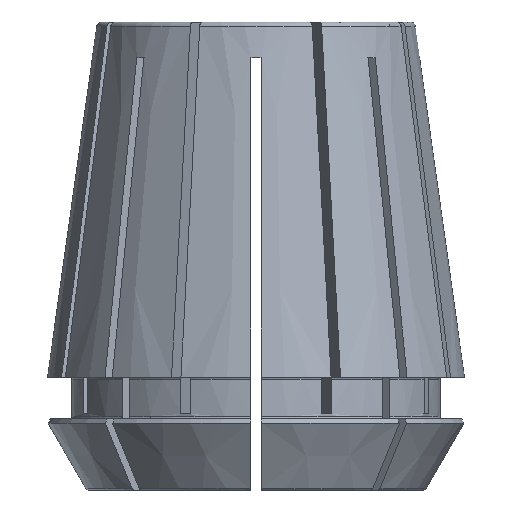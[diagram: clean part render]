
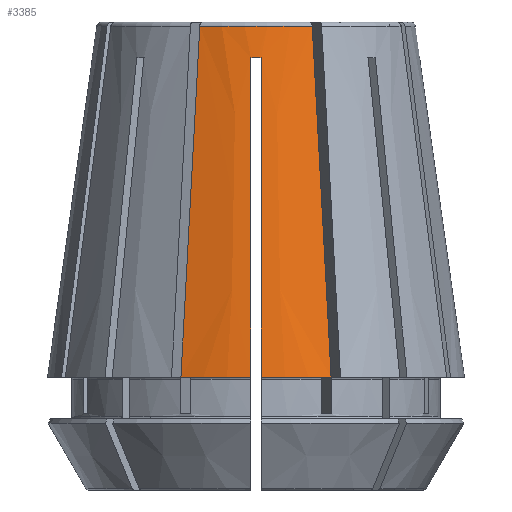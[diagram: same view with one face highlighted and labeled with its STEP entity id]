
A CAD part, front view. The second image highlights one B-rep face of the part: STEP entity #3385.
In plain terms, the highlighted conical face has half-angle 8 degrees and reference radius 20.5 mm.
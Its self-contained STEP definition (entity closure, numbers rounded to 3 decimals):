
#56=(
BOUNDED_CURVE()
B_SPLINE_CURVE(2,(#5584,#5585,#5586),.UNSPECIFIED.,.F.,.U.)
B_SPLINE_CURVE_WITH_KNOTS((3,3),(0.058,31.766),
 .UNSPECIFIED.)
CURVE()
GEOMETRIC_REPRESENTATION_ITEM()
RATIONAL_B_SPLINE_CURVE((1.,1.007,1.))
REPRESENTATION_ITEM('')
);
#86=(
BOUNDED_CURVE()
B_SPLINE_CURVE(2,(#7423,#7424,#7425),.UNSPECIFIED.,.F.,.U.)
B_SPLINE_CURVE_WITH_KNOTS((3,3),(0.058,34.866),
 .UNSPECIFIED.)
CURVE()
GEOMETRIC_REPRESENTATION_ITEM()
RATIONAL_B_SPLINE_CURVE((1.,1.009,1.))
REPRESENTATION_ITEM('')
);
#87=(
BOUNDED_CURVE()
B_SPLINE_CURVE(2,(#7426,#7427,#7428),.UNSPECIFIED.,.F.,.U.)
B_SPLINE_CURVE_WITH_KNOTS((3,3),(0.058,34.866),
 .UNSPECIFIED.)
CURVE()
GEOMETRIC_REPRESENTATION_ITEM()
RATIONAL_B_SPLINE_CURVE((1.,1.009,1.))
REPRESENTATION_ITEM('')
);
#88=(
BOUNDED_CURVE()
B_SPLINE_CURVE(2,(#7429,#7430,#7431),.UNSPECIFIED.,.F.,.U.)
B_SPLINE_CURVE_WITH_KNOTS((3,3),(0.046,31.754),
 .UNSPECIFIED.)
CURVE()
GEOMETRIC_REPRESENTATION_ITEM()
RATIONAL_B_SPLINE_CURVE((1.,1.007,1.))
REPRESENTATION_ITEM('')
);
#112=CONICAL_SURFACE('',#3751,20.5,0.14);
#836=VERTEX_POINT('',#5501);
#847=VERTEX_POINT('',#5583);
#848=VERTEX_POINT('',#5589);
#1015=VERTEX_POINT('',#6685);
#1018=VERTEX_POINT('',#6721);
#1019=VERTEX_POINT('',#6723);
#1062=VERTEX_POINT('',#7399);
#1063=VERTEX_POINT('',#7420);
#1107=CIRCLE('',#3483,16.087);
#1205=CIRCLE('',#3658,20.5);
#1207=CIRCLE('',#3662,20.5);
#1249=CIRCLE('',#3750,15.656);
#1407=EDGE_CURVE('',#847,#836,#56,.T.);
#1408=EDGE_CURVE('',#848,#847,#1107,.F.);
#1653=EDGE_CURVE('',#1015,#836,#1205,.F.);
#1659=EDGE_CURVE('',#1019,#1018,#1207,.F.);
#1777=EDGE_CURVE('',#1063,#1062,#1249,.F.);
#1778=EDGE_CURVE('',#1062,#1018,#86,.T.);
#1779=EDGE_CURVE('',#1063,#1015,#87,.T.);
#1780=EDGE_CURVE('',#848,#1019,#88,.F.);
#2644=ORIENTED_EDGE('',*,*,#1778,.F.);
#2645=ORIENTED_EDGE('',*,*,#1777,.F.);
#2646=ORIENTED_EDGE('',*,*,#1779,.T.);
#2647=ORIENTED_EDGE('',*,*,#1653,.T.);
#2648=ORIENTED_EDGE('',*,*,#1407,.F.);
#2649=ORIENTED_EDGE('',*,*,#1408,.F.);
#2650=ORIENTED_EDGE('',*,*,#1780,.T.);
#2651=ORIENTED_EDGE('',*,*,#1659,.T.);
#3025=EDGE_LOOP('',(#2644,#2645,#2646,#2647,#2648,#2649,#2650,#2651));
#3205=FACE_BOUND('',#3025,.T.);
#3385=ADVANCED_FACE('',(#3205),#112,.T.);
#3483=AXIS2_PLACEMENT_3D('',#5588,#3954,#3955);
#3658=AXIS2_PLACEMENT_3D('',#6684,#4338,#4339);
#3662=AXIS2_PLACEMENT_3D('',#6722,#4346,#4347);
#3750=AXIS2_PLACEMENT_3D('',#7421,#4521,#4522);
#3751=AXIS2_PLACEMENT_3D('',#7422,#4523,#4524);
#3954=DIRECTION('',(0.,0.,1.));
#3955=DIRECTION('',(-16.087,0.,0.));
#4338=DIRECTION('',(0.,0.,-1.));
#4339=DIRECTION('',(-20.5,0.,0.));
#4346=DIRECTION('',(0.,0.,-1.));
#4347=DIRECTION('',(-20.5,0.,0.));
#4521=DIRECTION('',(0.,0.,-1.));
#4522=DIRECTION('',(-15.656,0.,0.));
#4523=DIRECTION('',(0.,0.,-1.));
#4524=DIRECTION('',(-20.5,0.,0.));
#5501=CARTESIAN_POINT('',(-0.5,-20.494,11.3));
#5583=CARTESIAN_POINT('',(-0.5,-16.079,42.7));
#5584=CARTESIAN_POINT('',(-0.5,-16.079,42.7));
#5585=CARTESIAN_POINT('',(-0.5,-18.02,28.895));
#5586=CARTESIAN_POINT('',(-0.5,-20.494,11.3));
#5588=CARTESIAN_POINT('',(0.,0.,42.7));
#5589=CARTESIAN_POINT('',(0.5,-16.079,42.7));
#6684=CARTESIAN_POINT('',(0.,0.,11.3));
#6685=CARTESIAN_POINT('',(-7.381,-19.125,11.3));
#6721=CARTESIAN_POINT('',(7.381,-19.125,11.3));
#6722=CARTESIAN_POINT('',(0.,0.,11.3));
#6723=CARTESIAN_POINT('',(0.5,-20.494,11.3));
#7399=CARTESIAN_POINT('',(5.526,-14.648,45.77));
#7420=CARTESIAN_POINT('',(-5.526,-14.648,45.77));
#7421=CARTESIAN_POINT('',(0.,0.,45.77));
#7422=CARTESIAN_POINT('',(0.,0.,11.3));
#7423=CARTESIAN_POINT('',(5.526,-14.648,45.77));
#7424=CARTESIAN_POINT('',(6.329,-16.587,30.846));
#7425=CARTESIAN_POINT('',(7.381,-19.125,11.3));
#7426=CARTESIAN_POINT('',(-5.526,-14.648,45.77));
#7427=CARTESIAN_POINT('',(-6.329,-16.587,30.846));
#7428=CARTESIAN_POINT('',(-7.381,-19.125,11.3));
#7429=CARTESIAN_POINT('',(0.5,-20.494,11.3));
#7430=CARTESIAN_POINT('',(0.5,-18.02,28.895));
#7431=CARTESIAN_POINT('',(0.5,-16.079,42.7));
